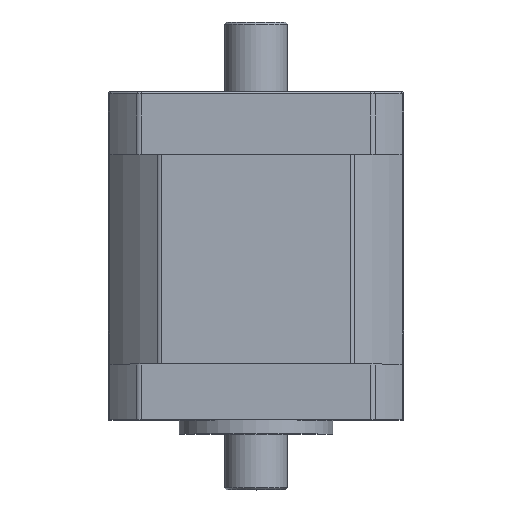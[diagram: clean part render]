
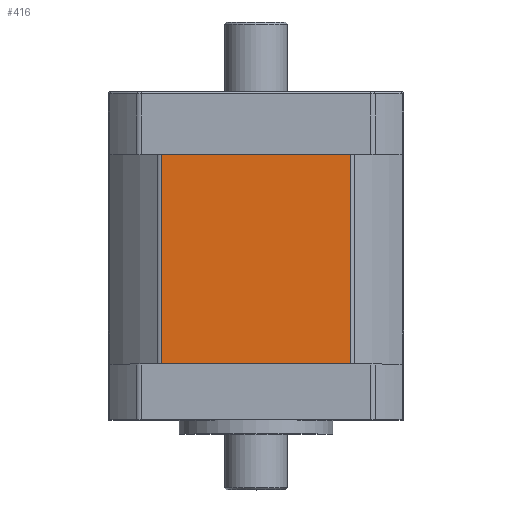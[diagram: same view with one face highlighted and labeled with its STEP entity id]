
A CAD part, top view. The second image highlights one B-rep face of the part: STEP entity #416.
In plain terms, the highlighted planar face has unit normal (0, 0, 1).
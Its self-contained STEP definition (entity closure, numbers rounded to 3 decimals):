
#416 = ADVANCED_FACE( '', ( #883 ), #884, .T. );
#883 = FACE_OUTER_BOUND( '', #1459, .T. );
#884 = PLANE( '', #1460 );
#1459 = EDGE_LOOP( '', ( #2280, #2281, #2282, #2283 ) );
#1460 = AXIS2_PLACEMENT_3D( '', #2284, #2285, #2286 );
#2280 = ORIENTED_EDGE( '', *, *, #3187, .F. );
#2281 = ORIENTED_EDGE( '', *, *, #3328, .F. );
#2282 = ORIENTED_EDGE( '', *, *, #3149, .T. );
#2283 = ORIENTED_EDGE( '', *, *, #3329, .T. );
#2284 = CARTESIAN_POINT( '', ( -13.492, -46., 21.15 ) );
#2285 = DIRECTION( '', ( 0., 0., 1. ) );
#2286 = DIRECTION( '', ( 1., 0., 0. ) );
#3149 = EDGE_CURVE( '', #3654, #3679, #3681, .T. );
#3187 = EDGE_CURVE( '', #3741, #3743, #3744, .T. );
#3328 = EDGE_CURVE( '', #3654, #3741, #3966, .T. );
#3329 = EDGE_CURVE( '', #3679, #3743, #3967, .T. );
#3654 = VERTEX_POINT( '', #4386 );
#3679 = VERTEX_POINT( '', #4414 );
#3681 = LINE( '', #4416, #4417 );
#3741 = VERTEX_POINT( '', #4498 );
#3743 = VERTEX_POINT( '', #4500 );
#3744 = LINE( '', #4501, #4502 );
#3966 = LINE( '', #4798, #4799 );
#3967 = LINE( '', #4800, #4801 );
#4386 = CARTESIAN_POINT( '', ( -13.492, -30., 21.15 ) );
#4414 = CARTESIAN_POINT( '', ( 13.492, -30., 21.15 ) );
#4416 = CARTESIAN_POINT( '', ( -13.492, -30., 21.15 ) );
#4417 = VECTOR( '', #5294, 1000. );
#4498 = CARTESIAN_POINT( '', ( -13.492, 0., 21.15 ) );
#4500 = CARTESIAN_POINT( '', ( 13.492, 0., 21.15 ) );
#4501 = CARTESIAN_POINT( '', ( -13.492, 0., 21.15 ) );
#4502 = VECTOR( '', #5358, 1000. );
#4798 = CARTESIAN_POINT( '', ( -13.492, -46., 21.15 ) );
#4799 = VECTOR( '', #5595, 1000. );
#4800 = CARTESIAN_POINT( '', ( 13.492, -46., 21.15 ) );
#4801 = VECTOR( '', #5596, 1000. );
#5294 = DIRECTION( '', ( 1., 0., 0. ) );
#5358 = DIRECTION( '', ( 1., 0., 0. ) );
#5595 = DIRECTION( '', ( 0., 1., 0. ) );
#5596 = DIRECTION( '', ( 0., 1., 0. ) );
